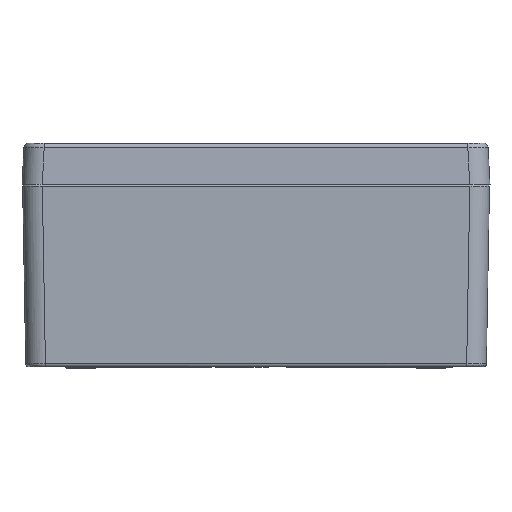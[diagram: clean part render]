
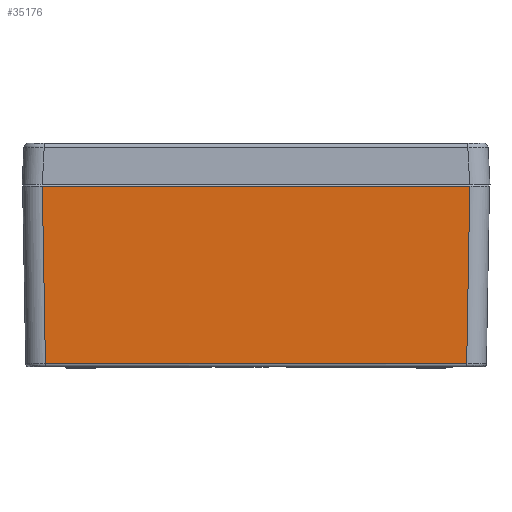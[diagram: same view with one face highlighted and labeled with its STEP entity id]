
A CAD part, left-side view. The second image highlights one B-rep face of the part: STEP entity #35176.
In plain terms, the highlighted planar face has unit normal (-1, 0, -0.018).
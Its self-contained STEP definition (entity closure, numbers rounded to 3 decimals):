
#26655 = VERTEX_POINT('',#26656);
#26656 = CARTESIAN_POINT('',(-163.456,103.758,
    -88.428));
#26766 = VERTEX_POINT('',#26767);
#26767 = CARTESIAN_POINT('',(-163.456,-103.758,
    -88.428));
#26780 = EDGE_CURVE('',#26766,#26655,#26781,.T.);
#26781 = LINE('',#26782,#26783);
#26782 = CARTESIAN_POINT('',(-163.456,0.,
    -88.428));
#26783 = VECTOR('',#26784,1.);
#26784 = DIRECTION('',(0.,1.,0.));
#35139 = EDGE_CURVE('',#26655,#35140,#35142,.T.);
#35140 = VERTEX_POINT('',#35141);
#35141 = CARTESIAN_POINT('',(-164.983,105.284,
    -0.983));
#35142 = LINE('',#35143,#35144);
#35143 = CARTESIAN_POINT('',(-164.215,104.516,
    -45.));
#35144 = VECTOR('',#35145,1.);
#35145 = DIRECTION('',(-0.017,0.017,
    1.));
#35176 = ADVANCED_FACE('',(#35177),#35195,.T.);
#35177 = FACE_BOUND('',#35178,.T.);
#35178 = EDGE_LOOP('',(#35179,#35180,#35181,#35189));
#35179 = ORIENTED_EDGE('',*,*,#35139,.F.);
#35180 = ORIENTED_EDGE('',*,*,#26780,.F.);
#35181 = ORIENTED_EDGE('',*,*,#35182,.T.);
#35182 = EDGE_CURVE('',#26766,#35183,#35185,.T.);
#35183 = VERTEX_POINT('',#35184);
#35184 = CARTESIAN_POINT('',(-164.983,-105.284,
    -0.983));
#35185 = LINE('',#35186,#35187);
#35186 = CARTESIAN_POINT('',(-163.456,-103.758,
    -88.428));
#35187 = VECTOR('',#35188,1.);
#35188 = DIRECTION('',(-0.017,-0.017,
    1.));
#35189 = ORIENTED_EDGE('',*,*,#35190,.T.);
#35190 = EDGE_CURVE('',#35183,#35140,#35191,.T.);
#35191 = LINE('',#35192,#35193);
#35192 = CARTESIAN_POINT('',(-164.983,-115.,-0.983));
#35193 = VECTOR('',#35194,1.);
#35194 = DIRECTION('',(0.,1.,0.));
#35195 = PLANE('',#35196);
#35196 = AXIS2_PLACEMENT_3D('',#35197,#35198,#35199);
#35197 = CARTESIAN_POINT('',(-163.342,-115.,-94.986));
#35198 = DIRECTION('',(-1.,0.,-0.017));
#35199 = DIRECTION('',(-0.017,0.,1.));
